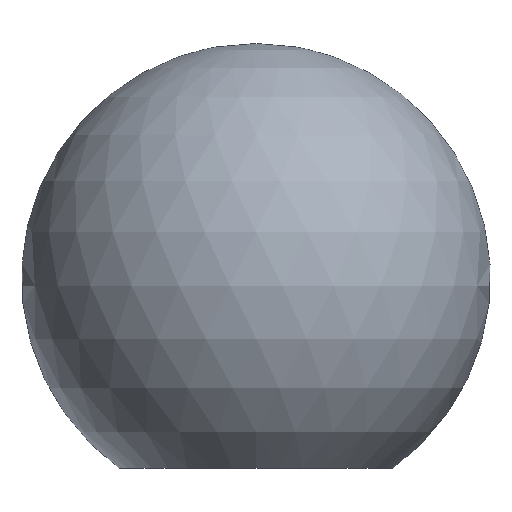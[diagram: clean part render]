
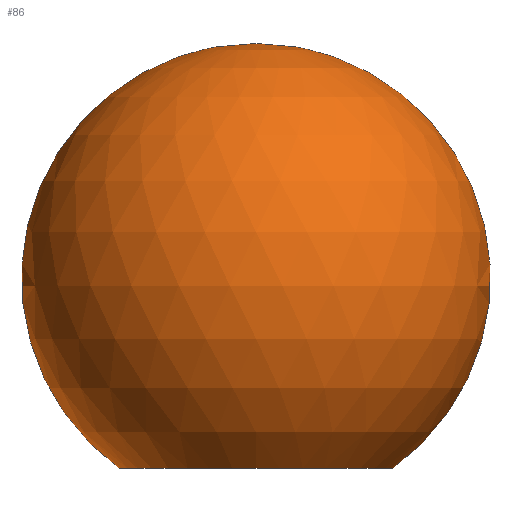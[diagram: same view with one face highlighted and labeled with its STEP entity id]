
A CAD part, front view. The second image highlights one B-rep face of the part: STEP entity #86.
In plain terms, the highlighted spherical face has radius 16 mm.
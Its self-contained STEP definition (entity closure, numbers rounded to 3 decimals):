
#80=EDGE_CURVE('',#98,#110,#172,.T.);
#86=ADVANCED_FACE('',(#178),#179,.T.);
#92=EDGE_CURVE('',#98,#118,#185,.T.);
#98=VERTEX_POINT('',#191);
#104=EDGE_CURVE('',#118,#110,#198,.T.);
#110=VERTEX_POINT('',#206);
#118=VERTEX_POINT('',#215);
#172=CIRCLE('',#267,9.327);
#178=FACE_OUTER_BOUND('',#274,.T.);
#179=SPHERICAL_SURFACE('',#275,16.0);
#185=CIRCLE('',#284,16.0);
#191=CARTESIAN_POINT('',(9.327,0.,0.));
#198=CIRCLE('',#299,16.0);
#206=CARTESIAN_POINT('',(-9.327,0.,0.));
#215=CARTESIAN_POINT('',(0.,0.,29.));
#267=AXIS2_PLACEMENT_3D('',#370,#371,#372);
#274=EDGE_LOOP('',(#377,#378,#379));
#275=AXIS2_PLACEMENT_3D('',#380,#381,#382);
#284=AXIS2_PLACEMENT_3D('',#384,#385,#386);
#299=AXIS2_PLACEMENT_3D('',#397,#398,#399);
#370=CARTESIAN_POINT('',(0.,0.,0.));
#371=DIRECTION('',(0.0,0.0,-1.0));
#372=DIRECTION('',(1.0,0.,0.0));
#377=ORIENTED_EDGE('',*,*,#104,.T.);
#378=ORIENTED_EDGE('',*,*,#80,.F.);
#379=ORIENTED_EDGE('',*,*,#92,.T.);
#380=CARTESIAN_POINT('',(0.,0.,13.));
#381=DIRECTION('',(0.0,0.0,-1.0));
#382=DIRECTION('',(-1.0,0.0,0.0));
#384=CARTESIAN_POINT('',(0.,0.,13.));
#385=DIRECTION('',(0.,-1.0,0.0));
#386=DIRECTION('',(0.0,0.0,1.0));
#397=CARTESIAN_POINT('',(0.,0.,13.));
#398=DIRECTION('',(0.,-1.0,0.0));
#399=DIRECTION('',(0.0,0.0,1.0));
